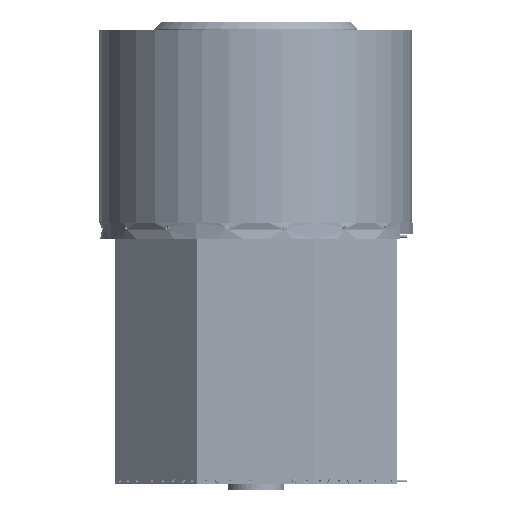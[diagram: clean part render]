
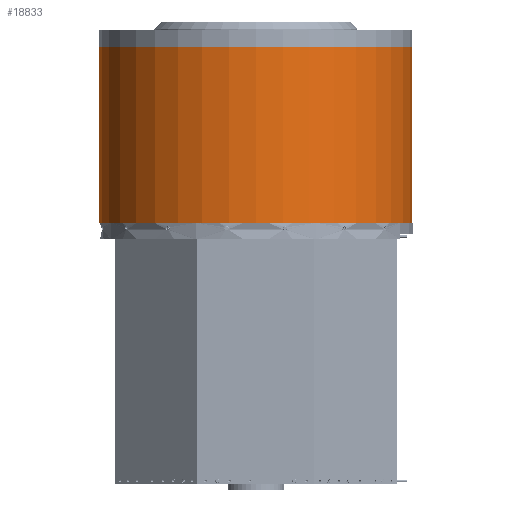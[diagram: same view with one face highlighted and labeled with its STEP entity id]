
A CAD part, left-side view. The second image highlights one B-rep face of the part: STEP entity #18833.
In plain terms, the highlighted cylindrical face has radius 2852.42 mm (diameter 5704.84 mm), a partial arc.
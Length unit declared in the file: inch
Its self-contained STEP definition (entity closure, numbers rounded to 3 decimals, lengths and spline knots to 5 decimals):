
#3639=FACE_OUTER_BOUND('',#40083,.T.);
#10875=LINE('',#133181,#13756);
#10881=LINE('',#133197,#13762);
#13756=VECTOR('',#108859,1.);
#13762=VECTOR('',#108873,1.);
#18833=ADVANCED_FACE('',(#3639),#21469,.T.);
#21469=CYLINDRICAL_SURFACE('',#86823,112.3);
#40083=EDGE_LOOP('',(#55942,#55943,#55944,#55945));
#55942=ORIENTED_EDGE('',*,*,#72510,.F.);
#55943=ORIENTED_EDGE('',*,*,#72509,.F.);
#55944=ORIENTED_EDGE('',*,*,#72511,.T.);
#55945=ORIENTED_EDGE('',*,*,#72501,.T.);
#64292=VERTEX_POINT('',#133179);
#64294=VERTEX_POINT('',#133182);
#64298=VERTEX_POINT('',#133194);
#64299=VERTEX_POINT('',#133196);
#72501=EDGE_CURVE('',#64294,#64292,#10875,.T.);
#72509=EDGE_CURVE('',#64299,#64298,#10881,.T.);
#72510=EDGE_CURVE('',#64298,#64292,#77359,.T.);
#72511=EDGE_CURVE('',#64299,#64294,#77360,.T.);
#77359=CIRCLE('',#86821,112.3);
#77360=CIRCLE('',#86822,112.3);
#86821=AXIS2_PLACEMENT_3D('',#133199,#108876,#108877);
#86822=AXIS2_PLACEMENT_3D('',#133200,#108878,#108879);
#86823=AXIS2_PLACEMENT_3D('',#133201,#108880,#108881);
#108859=DIRECTION('',(0.,0.,1.));
#108873=DIRECTION('',(0.,0.,1.));
#108876=DIRECTION('',(0.,0.,1.));
#108877=DIRECTION('',(1.,0.,0.));
#108878=DIRECTION('',(0.,0.,1.));
#108879=DIRECTION('',(1.,0.,0.));
#108880=DIRECTION('',(0.,0.,1.));
#108881=DIRECTION('',(-1.,0.,0.));
#133179=CARTESIAN_POINT('',(0.,-112.3,0.));
#133181=CARTESIAN_POINT('',(0.,-112.3,-126.126));
#133182=CARTESIAN_POINT('',(0.,-112.3,-126.126));
#133194=CARTESIAN_POINT('',(0.,112.3,0.));
#133196=CARTESIAN_POINT('',(0.,112.3,-126.126));
#133197=CARTESIAN_POINT('',(0.,112.3,-126.126));
#133199=CARTESIAN_POINT('',(0.,0.,0.));
#133200=CARTESIAN_POINT('',(0.,0.,-126.126));
#133201=CARTESIAN_POINT('',(0.,0.,-126.126));
